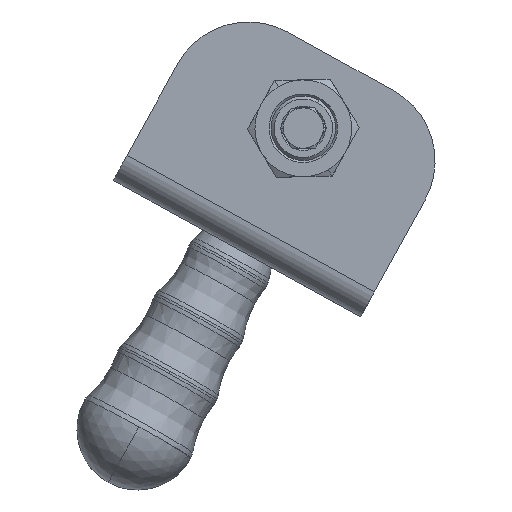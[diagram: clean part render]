
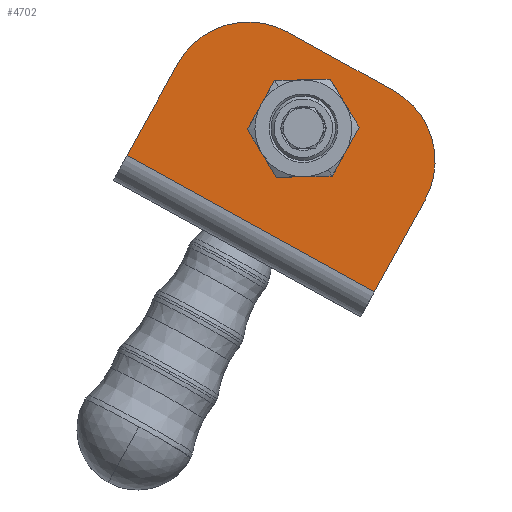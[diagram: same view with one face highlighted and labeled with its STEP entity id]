
A CAD part, top view. The second image highlights one B-rep face of the part: STEP entity #4702.
In plain terms, the highlighted planar face has unit normal (0, 0, 1).
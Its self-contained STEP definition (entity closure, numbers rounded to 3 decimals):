
#550=CARTESIAN_POINT('',(-53.85,-20.404,-10.869));
#551=VERTEX_POINT('',#550);
#560=CARTESIAN_POINT('',(-49.544,-15.927,-10.869));
#561=VERTEX_POINT('',#560);
#562=CARTESIAN_POINT('',(-60.051,-10.131,-10.869));
#563=DIRECTION('',(0.,0.,-1.));
#564=DIRECTION('',(-0.517,0.856,0.));
#565=AXIS2_PLACEMENT_3D('',#562,#563,#564);
#566=CIRCLE('',#565,12.);
#567=EDGE_CURVE('',#561,#551,#566,.T.);
#592=CARTESIAN_POINT('',(-66.253,0.143,-10.869));
#593=VERTEX_POINT('',#592);
#600=CARTESIAN_POINT('',(-60.285,1.867,-10.869));
#601=VERTEX_POINT('',#600);
#615=CARTESIAN_POINT('',(-60.051,-10.131,-10.869));
#616=DIRECTION('',(0.,0.,-1.));
#617=DIRECTION('',(-0.517,0.856,0.));
#618=AXIS2_PLACEMENT_3D('',#615,#616,#617);
#619=CIRCLE('',#618,12.);
#620=EDGE_CURVE('',#593,#601,#619,.T.);
#2046=CARTESIAN_POINT('',(-28.186,-12.7,-10.869));
#2047=VERTEX_POINT('',#2046);
#2056=CARTESIAN_POINT('',(-29.888,-27.913,-10.869));
#2057=VERTEX_POINT('',#2056);
#2058=CARTESIAN_POINT('',(-47.4,-18.252,-10.869));
#2059=DIRECTION('',(0.,0.,-1.0));
#2060=DIRECTION('',(0.961,0.278,0.));
#2061=AXIS2_PLACEMENT_3D('',#2058,#2059,#2060);
#2062=CIRCLE('',#2061,20.);
#2063=EDGE_CURVE('',#2047,#2057,#2062,.T.);
#2088=CARTESIAN_POINT('',(-79.22,15.453,-10.869));
#2089=VERTEX_POINT('',#2088);
#2098=CARTESIAN_POINT('',(-64.008,13.751,-10.869));
#2099=VERTEX_POINT('',#2098);
#2100=CARTESIAN_POINT('',(-73.668,-3.761,-10.869));
#2101=DIRECTION('',(0.,0.,-1.0));
#2102=DIRECTION('',(-0.278,0.961,0.));
#2103=AXIS2_PLACEMENT_3D('',#2100,#2101,#2102);
#2104=CIRCLE('',#2103,20.);
#2105=EDGE_CURVE('',#2089,#2099,#2104,.T.);
#4593=CARTESIAN_POINT('',(-63.674,-16.698,-10.869));
#4594=DIRECTION('',(0.0,0.0,-1.0));
#4595=DIRECTION('',(-0.876,0.483,0.0));
#4596=AXIS2_PLACEMENT_3D('',#4593,#4594,#4595);
#4597=PLANE('',#4596);
#4598=CARTESIAN_POINT('',(-91.18,5.9,-10.869));
#4599=VERTEX_POINT('',#4598);
#4600=CARTESIAN_POINT('',(-73.668,-3.761,-10.869));
#4601=DIRECTION('',(0.,0.,-1.0));
#4602=DIRECTION('',(-0.278,0.961,0.));
#4603=AXIS2_PLACEMENT_3D('',#4600,#4601,#4602);
#4604=CIRCLE('',#4603,20.);
#4605=EDGE_CURVE('',#4599,#2089,#4604,.T.);
#4606=ORIENTED_EDGE('',*,*,#4605,.F.);
#4607=CARTESIAN_POINT('',(-103.739,-16.866,-10.869));
#4608=VERTEX_POINT('',#4607);
#4609=CARTESIAN_POINT('',(-103.739,-16.866,-10.869));
#4610=DIRECTION('',(0.483,0.876,0.0));
#4611=VECTOR('',#4610,26.);
#4612=LINE('',#4609,#4611);
#4613=EDGE_CURVE('',#4608,#4599,#4612,.T.);
#4614=ORIENTED_EDGE('',*,*,#4613,.F.);
#4615=CARTESIAN_POINT('',(-42.447,-50.678,-10.869));
#4616=VERTEX_POINT('',#4615);
#4617=CARTESIAN_POINT('',(-103.739,-16.866,-10.869));
#4618=DIRECTION('',(0.876,-0.483,0.));
#4619=VECTOR('',#4618,70.);
#4620=LINE('',#4617,#4619);
#4621=EDGE_CURVE('',#4608,#4616,#4620,.T.);
#4622=ORIENTED_EDGE('',*,*,#4621,.T.);
#4623=CARTESIAN_POINT('',(-29.888,-27.913,-10.869));
#4624=DIRECTION('',(-0.483,-0.876,0.0));
#4625=VECTOR('',#4624,26.);
#4626=LINE('',#4623,#4625);
#4627=EDGE_CURVE('',#2057,#4616,#4626,.T.);
#4628=ORIENTED_EDGE('',*,*,#4627,.F.);
#4629=ORIENTED_EDGE('',*,*,#2063,.F.);
#4630=CARTESIAN_POINT('',(-37.74,-0.74,-10.869));
#4631=VERTEX_POINT('',#4630);
#4632=CARTESIAN_POINT('',(-47.4,-18.252,-10.869));
#4633=DIRECTION('',(0.,0.,-1.0));
#4634=DIRECTION('',(0.961,0.278,0.));
#4635=AXIS2_PLACEMENT_3D('',#4632,#4633,#4634);
#4636=CIRCLE('',#4635,20.);
#4637=EDGE_CURVE('',#4631,#2047,#4636,.T.);
#4638=ORIENTED_EDGE('',*,*,#4637,.F.);
#4639=CARTESIAN_POINT('',(-64.008,13.751,-10.869));
#4640=DIRECTION('',(0.876,-0.483,0.0));
#4641=VECTOR('',#4640,30.);
#4642=LINE('',#4639,#4641);
#4643=EDGE_CURVE('',#2099,#4631,#4642,.T.);
#4644=ORIENTED_EDGE('',*,*,#4643,.F.);
#4645=ORIENTED_EDGE('',*,*,#2105,.F.);
#4646=EDGE_LOOP('',(#4606,#4614,#4622,#4628,#4629,#4638,#4644,#4645));
#4647=FACE_OUTER_BOUND('',#4646,.T.);
#4648=CARTESIAN_POINT('',(-49.778,-3.93,-10.869));
#4649=VERTEX_POINT('',#4648);
#4650=CARTESIAN_POINT('',(-60.051,-10.131,-10.869));
#4651=DIRECTION('',(0.,0.,-1.));
#4652=DIRECTION('',(-0.517,0.856,0.));
#4653=AXIS2_PLACEMENT_3D('',#4650,#4651,#4652);
#4654=CIRCLE('',#4653,12.);
#4655=EDGE_CURVE('',#601,#4649,#4654,.T.);
#4656=ORIENTED_EDGE('',*,*,#4655,.T.);
#4657=CARTESIAN_POINT('',(-60.051,-10.131,-10.869));
#4658=DIRECTION('',(0.,0.,-1.));
#4659=DIRECTION('',(-0.517,0.856,0.));
#4660=AXIS2_PLACEMENT_3D('',#4657,#4658,#4659);
#4661=CIRCLE('',#4660,12.);
#4662=EDGE_CURVE('',#4649,#561,#4661,.T.);
#4663=ORIENTED_EDGE('',*,*,#4662,.T.);
#4664=ORIENTED_EDGE('',*,*,#567,.T.);
#4665=CARTESIAN_POINT('',(-59.818,-22.129,-10.869));
#4666=VERTEX_POINT('',#4665);
#4667=CARTESIAN_POINT('',(-60.051,-10.131,-10.869));
#4668=DIRECTION('',(0.,0.,-1.));
#4669=DIRECTION('',(-0.517,0.856,0.));
#4670=AXIS2_PLACEMENT_3D('',#4667,#4668,#4669);
#4671=CIRCLE('',#4670,12.);
#4672=EDGE_CURVE('',#551,#4666,#4671,.T.);
#4673=ORIENTED_EDGE('',*,*,#4672,.T.);
#4674=CARTESIAN_POINT('',(-70.325,-16.332,-10.869));
#4675=VERTEX_POINT('',#4674);
#4676=CARTESIAN_POINT('',(-60.051,-10.131,-10.869));
#4677=DIRECTION('',(0.,0.,-1.));
#4678=DIRECTION('',(-0.517,0.856,0.));
#4679=AXIS2_PLACEMENT_3D('',#4676,#4677,#4678);
#4680=CIRCLE('',#4679,12.);
#4681=EDGE_CURVE('',#4666,#4675,#4680,.T.);
#4682=ORIENTED_EDGE('',*,*,#4681,.T.);
#4683=CARTESIAN_POINT('',(-70.559,-4.334,-10.869));
#4684=VERTEX_POINT('',#4683);
#4685=CARTESIAN_POINT('',(-60.051,-10.131,-10.869));
#4686=DIRECTION('',(0.,0.,-1.));
#4687=DIRECTION('',(-0.517,0.856,0.));
#4688=AXIS2_PLACEMENT_3D('',#4685,#4686,#4687);
#4689=CIRCLE('',#4688,12.);
#4690=EDGE_CURVE('',#4675,#4684,#4689,.T.);
#4691=ORIENTED_EDGE('',*,*,#4690,.T.);
#4692=CARTESIAN_POINT('',(-60.051,-10.131,-10.869));
#4693=DIRECTION('',(0.,0.,-1.));
#4694=DIRECTION('',(-0.517,0.856,0.));
#4695=AXIS2_PLACEMENT_3D('',#4692,#4693,#4694);
#4696=CIRCLE('',#4695,12.);
#4697=EDGE_CURVE('',#4684,#593,#4696,.T.);
#4698=ORIENTED_EDGE('',*,*,#4697,.T.);
#4699=ORIENTED_EDGE('',*,*,#620,.T.);
#4700=EDGE_LOOP('',(#4656,#4663,#4664,#4673,#4682,#4691,#4698,#4699));
#4701=FACE_BOUND('',#4700,.T.);
#4702=ADVANCED_FACE('',(#4647,#4701),#4597,.F.);
